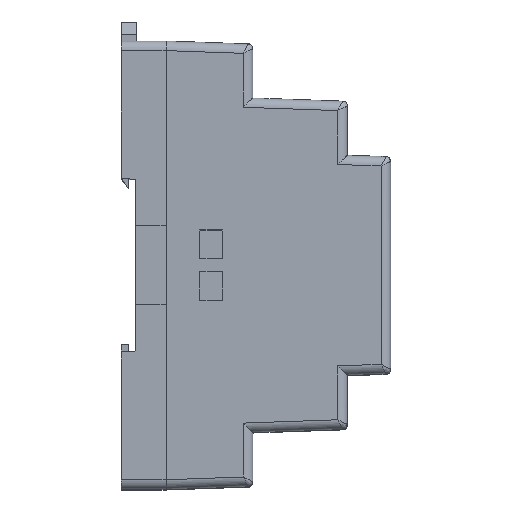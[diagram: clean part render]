
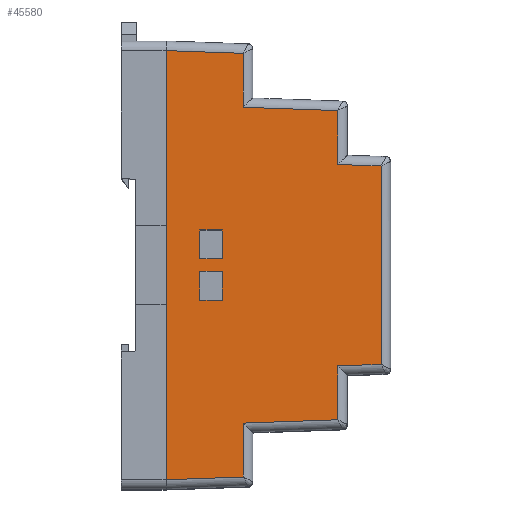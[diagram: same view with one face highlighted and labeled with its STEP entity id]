
A CAD part, top view. The second image highlights one B-rep face of the part: STEP entity #45580.
In plain terms, the highlighted face is planar.
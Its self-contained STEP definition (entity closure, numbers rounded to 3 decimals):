
#42141=CARTESIAN_POINT('',(13.15,-55.021,0.0));
#42142=VERTEX_POINT('',#42141);
#42363=CARTESIAN_POINT('',(13.15,-43.834,0.0));
#42364=VERTEX_POINT('',#42363);
#42365=CARTESIAN_POINT('',(13.15,-55.021,0.0));
#42366=DIRECTION('',(0.0,1.0,0.0));
#42367=VECTOR('',#42366,11.187);
#42368=LINE('',#42365,#42367);
#42369=EDGE_CURVE('',#42142,#42364,#42368,.T.);
#42448=CARTESIAN_POINT('',(41.75,-31.65,0.0));
#42449=VERTEX_POINT('',#42448);
#42583=CARTESIAN_POINT('',(41.75,9.487,0.0));
#42584=VERTEX_POINT('',#42583);
#42585=CARTESIAN_POINT('',(41.75,-31.65,0.0));
#42586=DIRECTION('',(0.0,1.0,0.0));
#42587=VECTOR('',#42586,41.137);
#42588=LINE('',#42585,#42587);
#42589=EDGE_CURVE('',#42449,#42584,#42588,.T.);
#42811=CARTESIAN_POINT('',(32.75,9.802,0.0));
#42812=VERTEX_POINT('',#42811);
#42813=CARTESIAN_POINT('',(41.75,9.487,0.0));
#42814=DIRECTION('',(-0.999,0.035,0.0));
#42815=VECTOR('',#42814,9.005);
#42816=LINE('',#42813,#42815);
#42817=EDGE_CURVE('',#42584,#42812,#42816,.T.);
#42896=CARTESIAN_POINT('',(32.75,20.987,0.0));
#42897=VERTEX_POINT('',#42896);
#43056=CARTESIAN_POINT('',(13.15,21.672,0.0));
#43057=VERTEX_POINT('',#43056);
#43058=CARTESIAN_POINT('',(32.75,20.987,0.0));
#43059=DIRECTION('',(-0.999,0.035,0.0));
#43060=VECTOR('',#43059,19.612);
#43061=LINE('',#43058,#43060);
#43062=EDGE_CURVE('',#42897,#43057,#43061,.T.);
#43151=CARTESIAN_POINT('',(13.15,32.859,0.0));
#43152=VERTEX_POINT('',#43151);
#43421=CARTESIAN_POINT('',(-2.85,33.418,0.0));
#43422=VERTEX_POINT('',#43421);
#43423=CARTESIAN_POINT('',(13.15,32.859,0.0));
#43424=DIRECTION('',(-0.999,0.035,0.0));
#43425=VECTOR('',#43424,16.01);
#43426=LINE('',#43423,#43425);
#43427=EDGE_CURVE('',#43152,#43422,#43426,.T.);
#43523=CARTESIAN_POINT('',(32.75,-43.15,0.0));
#43524=VERTEX_POINT('',#43523);
#43694=CARTESIAN_POINT('',(13.15,21.672,0.0));
#43695=DIRECTION('',(0.0,1.0,0.0));
#43696=VECTOR('',#43695,11.187);
#43697=LINE('',#43694,#43696);
#43698=EDGE_CURVE('',#43057,#43152,#43697,.T.);
#43711=CARTESIAN_POINT('',(32.75,9.802,0.0));
#43712=DIRECTION('',(0.0,1.0,0.0));
#43713=VECTOR('',#43712,11.186);
#43714=LINE('',#43711,#43713);
#43715=EDGE_CURVE('',#42812,#42897,#43714,.T.);
#43727=CARTESIAN_POINT('',(32.75,-31.964,0.0));
#43728=VERTEX_POINT('',#43727);
#43736=CARTESIAN_POINT('',(32.75,-31.964,0.0));
#43737=DIRECTION('',(0.999,0.035,0.0));
#43738=VECTOR('',#43737,9.005);
#43739=LINE('',#43736,#43738);
#43740=EDGE_CURVE('',#43728,#42449,#43739,.T.);
#43751=CARTESIAN_POINT('',(32.75,-43.15,0.0));
#43752=DIRECTION('',(0.0,1.0,0.0));
#43753=VECTOR('',#43752,11.186);
#43754=LINE('',#43751,#43753);
#43755=EDGE_CURVE('',#43524,#43728,#43754,.T.);
#43770=CARTESIAN_POINT('',(13.15,-43.834,0.0));
#43771=DIRECTION('',(0.999,0.035,0.0));
#43772=VECTOR('',#43771,19.612);
#43773=LINE('',#43770,#43772);
#43774=EDGE_CURVE('',#42364,#43524,#43773,.T.);
#43793=CARTESIAN_POINT('',(-2.85,-55.58,0.0));
#43794=VERTEX_POINT('',#43793);
#43802=CARTESIAN_POINT('',(-2.85,-55.58,0.0));
#43803=DIRECTION('',(0.999,0.035,0.0));
#43804=VECTOR('',#43803,16.01);
#43805=LINE('',#43802,#43804);
#43806=EDGE_CURVE('',#43794,#42142,#43805,.T.);
#44209=CARTESIAN_POINT('',(8.779,-12.381,0.0));
#44210=VERTEX_POINT('',#44209);
#44217=CARTESIAN_POINT('',(8.779,-18.381,0.0));
#44218=VERTEX_POINT('',#44217);
#44219=CARTESIAN_POINT('',(8.779,-18.381,0.0));
#44220=DIRECTION('',(0.0,1.0,0.0));
#44221=VECTOR('',#44220,6.0);
#44222=LINE('',#44219,#44221);
#44223=EDGE_CURVE('',#44218,#44210,#44222,.T.);
#44279=CARTESIAN_POINT('',(4.179,-18.381,0.0));
#44280=VERTEX_POINT('',#44279);
#44281=CARTESIAN_POINT('',(4.179,-18.381,0.0));
#44282=DIRECTION('',(1.0,0.0,0.0));
#44283=VECTOR('',#44282,4.6);
#44284=LINE('',#44281,#44283);
#44285=EDGE_CURVE('',#44280,#44218,#44284,.T.);
#44309=CARTESIAN_POINT('',(4.179,-12.381,0.0));
#44310=VERTEX_POINT('',#44309);
#44317=CARTESIAN_POINT('',(8.779,-12.381,0.0));
#44318=DIRECTION('',(-1.0,0.0,0.0));
#44319=VECTOR('',#44318,4.6);
#44320=LINE('',#44317,#44319);
#44321=EDGE_CURVE('',#44210,#44310,#44320,.T.);
#44363=CARTESIAN_POINT('',(4.179,-12.381,0.0));
#44364=DIRECTION('',(0.0,-1.0,0.0));
#44365=VECTOR('',#44364,6.);
#44366=LINE('',#44363,#44365);
#44367=EDGE_CURVE('',#44310,#44280,#44366,.T.);
#44429=CARTESIAN_POINT('',(8.779,-3.781,0.0));
#44430=VERTEX_POINT('',#44429);
#44437=CARTESIAN_POINT('',(8.779,-9.781,0.0));
#44438=VERTEX_POINT('',#44437);
#44439=CARTESIAN_POINT('',(8.779,-9.781,0.0));
#44440=DIRECTION('',(0.0,1.0,0.0));
#44441=VECTOR('',#44440,6.);
#44442=LINE('',#44439,#44441);
#44443=EDGE_CURVE('',#44438,#44430,#44442,.T.);
#44499=CARTESIAN_POINT('',(4.179,-9.781,0.0));
#44500=VERTEX_POINT('',#44499);
#44501=CARTESIAN_POINT('',(4.179,-9.781,0.0));
#44502=DIRECTION('',(1.0,0.0,0.0));
#44503=VECTOR('',#44502,4.6);
#44504=LINE('',#44501,#44503);
#44505=EDGE_CURVE('',#44500,#44438,#44504,.T.);
#44529=CARTESIAN_POINT('',(4.179,-3.781,0.0));
#44530=VERTEX_POINT('',#44529);
#44537=CARTESIAN_POINT('',(8.779,-3.781,0.0));
#44538=DIRECTION('',(-1.0,0.0,0.0));
#44539=VECTOR('',#44538,4.6);
#44540=LINE('',#44537,#44539);
#44541=EDGE_CURVE('',#44430,#44530,#44540,.T.);
#44583=CARTESIAN_POINT('',(4.179,-3.781,0.0));
#44584=DIRECTION('',(0.0,-1.0,0.0));
#44585=VECTOR('',#44584,6.0);
#44586=LINE('',#44583,#44585);
#44587=EDGE_CURVE('',#44530,#44500,#44586,.T.);
#45534=CARTESIAN_POINT('',(-2.85,-55.58,0.0));
#45535=DIRECTION('',(0.0,1.0,0.0));
#45536=VECTOR('',#45535,88.998);
#45537=LINE('',#45534,#45536);
#45538=EDGE_CURVE('',#43794,#43422,#45537,.T.);
#45549=CARTESIAN_POINT('',(17.128,-11.081,0.0));
#45550=DIRECTION('',(0.0,0.0,1.0));
#45551=DIRECTION('',(1.0,0.0,0.0));
#45552=AXIS2_PLACEMENT_3D('',#45549,#45550,#45551);
#45553=PLANE('',#45552);
#45554=ORIENTED_EDGE('',*,*,#43806,.F.);
#45555=ORIENTED_EDGE('',*,*,#45538,.T.);
#45556=ORIENTED_EDGE('',*,*,#43427,.F.);
#45557=ORIENTED_EDGE('',*,*,#43698,.F.);
#45558=ORIENTED_EDGE('',*,*,#43062,.F.);
#45559=ORIENTED_EDGE('',*,*,#43715,.F.);
#45560=ORIENTED_EDGE('',*,*,#42817,.F.);
#45561=ORIENTED_EDGE('',*,*,#42589,.F.);
#45562=ORIENTED_EDGE('',*,*,#43740,.F.);
#45563=ORIENTED_EDGE('',*,*,#43755,.F.);
#45564=ORIENTED_EDGE('',*,*,#43774,.F.);
#45565=ORIENTED_EDGE('',*,*,#42369,.F.);
#45566=EDGE_LOOP('',(#45554,#45555,#45556,#45557,#45558,#45559,#45560,#45561,#45562,#45563,#45564,#45565));
#45567=FACE_OUTER_BOUND('',#45566,.T.);
#45568=ORIENTED_EDGE('',*,*,#44367,.T.);
#45569=ORIENTED_EDGE('',*,*,#44285,.T.);
#45570=ORIENTED_EDGE('',*,*,#44223,.T.);
#45571=ORIENTED_EDGE('',*,*,#44321,.T.);
#45572=EDGE_LOOP('',(#45568,#45569,#45570,#45571));
#45573=FACE_BOUND('',#45572,.T.);
#45574=ORIENTED_EDGE('',*,*,#44587,.T.);
#45575=ORIENTED_EDGE('',*,*,#44505,.T.);
#45576=ORIENTED_EDGE('',*,*,#44443,.T.);
#45577=ORIENTED_EDGE('',*,*,#44541,.T.);
#45578=EDGE_LOOP('',(#45574,#45575,#45576,#45577));
#45579=FACE_BOUND('',#45578,.T.);
#45580=ADVANCED_FACE('',(#45567,#45573,#45579),#45553,.F.);
